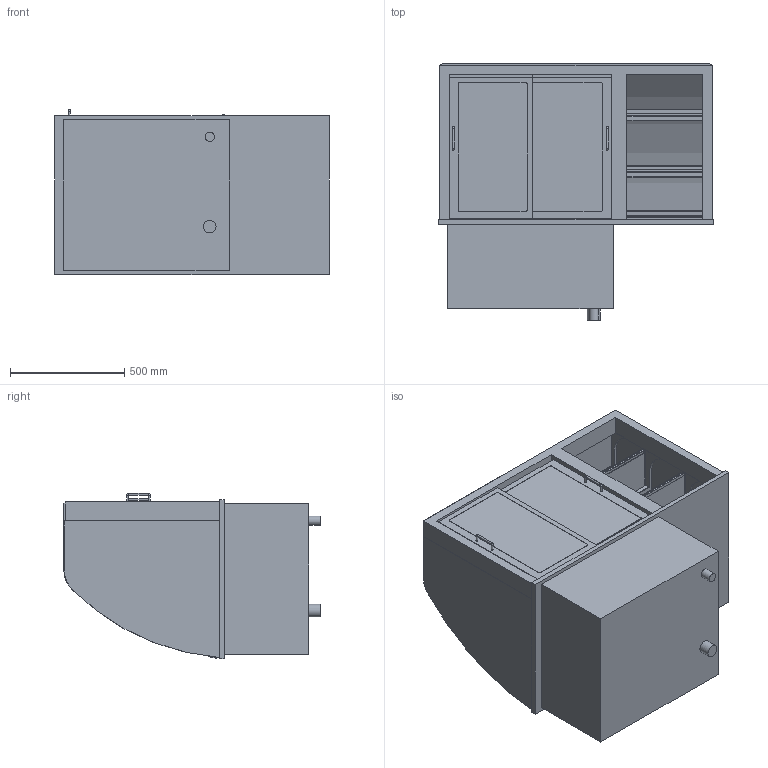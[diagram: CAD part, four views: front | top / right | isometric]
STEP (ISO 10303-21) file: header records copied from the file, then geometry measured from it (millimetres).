
FILE_DESCRIPTION(/* description */ ('Kombinationsvitrine kalt-ungekühlt, eigengekühlt'),/* implementation_level */ '2;1');
FILE_NAME(/* name */ '3D-AKE-00009075.stp',/* time_stamp */ '2024-10-08T09:19:17+02:00',/* author */ ('marina.schachner'),/* organization */ (''),/* preprocessor_version */ 'ST-DEVELOPER v20',/* originating_system */ 'Autodesk Inventor 2024',/* authorisation */ '');
FILE_SCHEMA (('AUTOMOTIVE_DESIGN { 1 0 10303 214 3 1 1 }'));
Length unit declared in the file: millimetre
Products named in the file (1): 3D-AKE-00009056
Bounding box: 1200 x 1122 x 722 mm (x, y, z)
Volume: 117671336.5 mm3; surface area: 14952467.5 mm2
Topology: 54 solids, 54 shells, 541 faces, 1287 edges, 858 vertices
Faces by surface type: plane 425, cylinder 112, torus 4
Full cylindrical faces by diameter (mm): 8 x6, 40 x1, 55 x1
Entity records: 15524 total; most frequent: CARTESIAN_POINT 2687, DIRECTION 2607, ORIENTED_EDGE 2574, EDGE_CURVE 1287, LINE 1051, VECTOR 1051, VERTEX_POINT 858, AXIS2_PLACEMENT_3D 778
